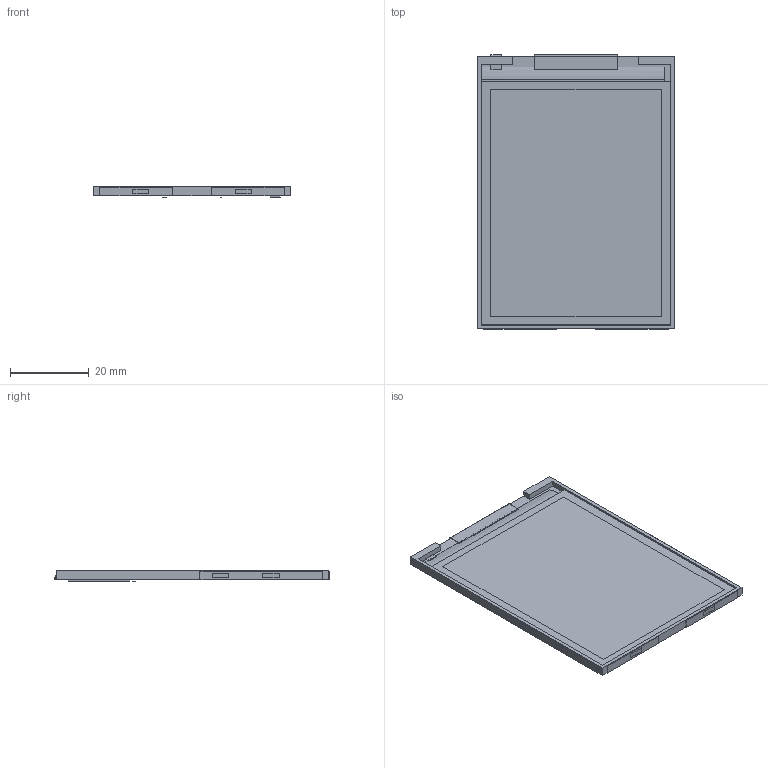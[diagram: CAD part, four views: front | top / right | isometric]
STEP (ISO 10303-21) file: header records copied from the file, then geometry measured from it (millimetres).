
FILE_DESCRIPTION(('FreeCAD Model'),'2;1');
FILE_NAME('Open CASCADE Shape Model','2023-02-14T14:19:39',('Author'),( ''),'Open CASCADE STEP processor 7.5','FreeCAD','Unknown');
FILE_SCHEMA(('AUTOMOTIVE_DESIGN { 1 0 10303 214 1 1 1 1 }'));
Length unit declared in the file: millimetre
Products named in the file (1): 2.8 TFT Module001.5
Bounding box: 50.11 x 69.48 x 2.72 mm (x, y, z)
Volume: 6113.7 mm3; surface area: 8333.9 mm2
Topology: 4 solids, 24 shells, 295 faces, 708 edges, 472 vertices
Faces by surface type: plane 243, bspline 47, cylinder 5
Entity records: 23449 total; most frequent: CARTESIAN_POINT 10813, DIRECTION 1650, ORIENTED_EDGE 1416, PCURVE 1416, DEFINITIONAL_REPRESENTATION 1416, LINE 1112, VECTOR 1112, B_SPLINE_CURVE_WITH_KNOTS 984
